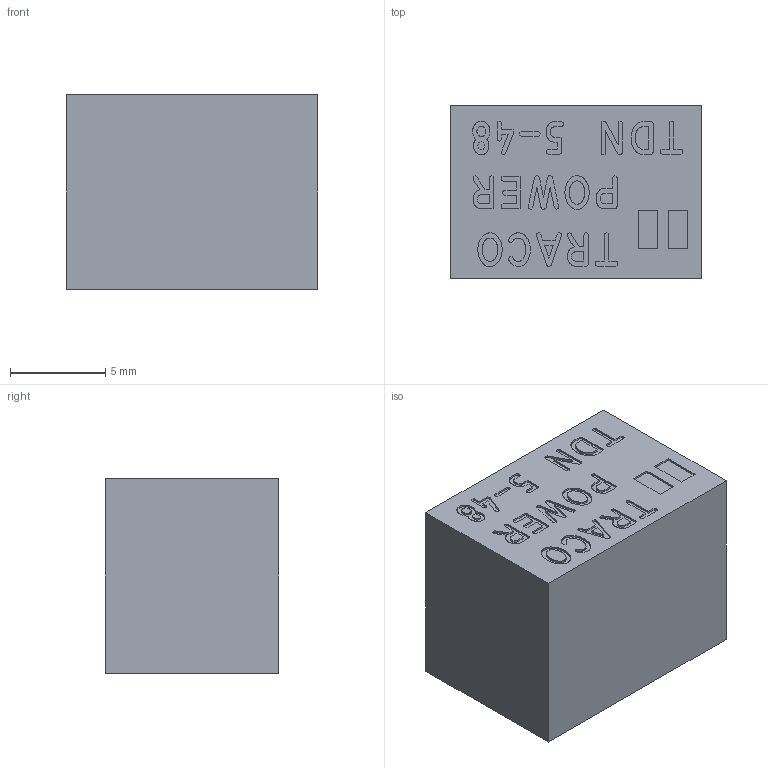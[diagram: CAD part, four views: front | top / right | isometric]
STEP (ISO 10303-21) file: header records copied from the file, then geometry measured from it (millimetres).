
FILE_DESCRIPTION(('STEP AP214'), '1');
FILE_NAME('TDN 5-4811WI', '', ('UNSPECIFIED'), ('UNSPECIFIED'), 'ASCON STEP Converter 1.6', 'ASCON Math Kernel', '');
FILE_SCHEMA(('AUTOMOTIVE_DESIGN { 1 0 10303 214 3 1 1}'));
Length unit declared in the file: millimetre
Products named in the file (1): TDN 5-4811WI
Bounding box: 13.2 x 9.1 x 10.2 mm (x, y, z)
Volume: 1223.3 mm3; surface area: 708.9 mm2
Topology: 1 solids, 1 shells, 773 faces, 2229 edges, 1486 vertices
Faces by surface type: cylinder 432, plane 341
Entity records: 31915 total; most frequent: DIRECTION 4641, CARTESIAN_POINT 4489, ORIENTED_EDGE 4458, EDGE_CURVE 2229, AXIS2_PLACEMENT_3D 1638, VERTEX_POINT 1486, LINE 1365, VECTOR 1365
